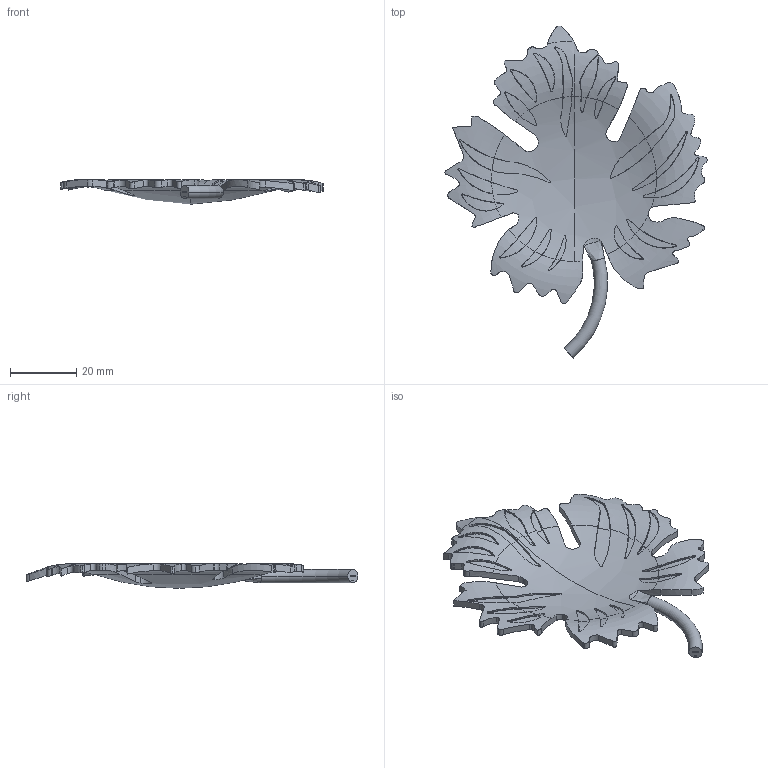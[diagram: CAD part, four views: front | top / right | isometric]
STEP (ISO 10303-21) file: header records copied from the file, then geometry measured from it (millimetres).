
FILE_DESCRIPTION (( 'STEP AP203' ), '1' );
FILE_NAME ('3275.STEP', '2016-05-27T11:05:18', ( '' ), ( '' ), 'SwSTEP 2.0', 'SolidWorks 2015', '' );
FILE_SCHEMA (( 'CONFIG_CONTROL_DESIGN' ));
Length unit declared in the file: millimetre
Products named in the file (1): 3275
Bounding box: 78.85 x 99.88 x 7.39 mm (x, y, z)
Volume: 7972.3 mm3; surface area: 9568.6 mm2
Topology: 1 solids, 1 shells, 571 faces, 1604 edges, 1052 vertices
Faces by surface type: cylinder 228, bspline 148, plane 120, torus 56, sphere 19
Entity records: 27867 total; most frequent: CARTESIAN_POINT 15255, ORIENTED_EDGE 3208, DIRECTION 1687, EDGE_CURVE 1604, VERTEX_POINT 1052, B_SPLINE_CURVE_WITH_KNOTS 904, EDGE_LOOP 588, FACE_OUTER_BOUND 571
